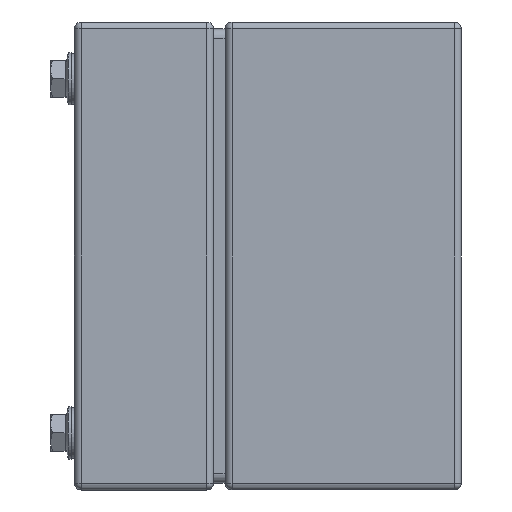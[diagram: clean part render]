
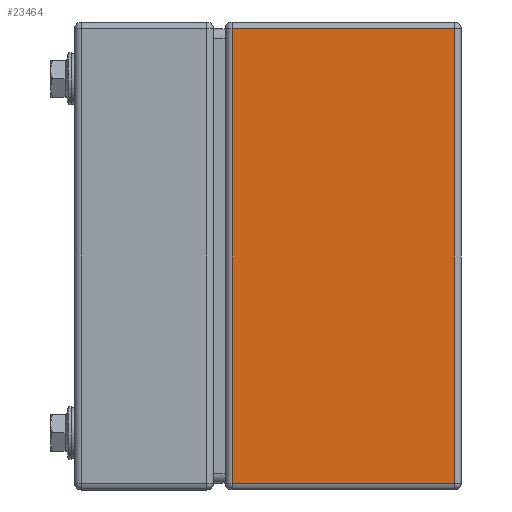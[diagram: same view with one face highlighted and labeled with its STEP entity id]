
A CAD part, left-side view. The second image highlights one B-rep face of the part: STEP entity #23464.
In plain terms, the highlighted planar face has unit normal (-1, 0, 0).
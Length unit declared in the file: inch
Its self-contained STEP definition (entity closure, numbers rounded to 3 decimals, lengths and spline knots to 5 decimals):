
#1883 = DIRECTION ( 'NONE',  ( 0., -1., 0. ) ) ;
#3031 = EDGE_CURVE ( 'NONE', #22304, #8041, #21578, .T. ) ;
#3463 = VECTOR ( 'NONE', #10374, 39.37008 ) ;
#3704 = EDGE_CURVE ( 'NONE', #8041, #8555, #13900, .T. ) ;
#3903 = ORIENTED_EDGE ( 'NONE', *, *, #18476, .T. ) ;
#4506 = LINE ( 'NONE', #15153, #13107 ) ;
#4916 = DIRECTION ( 'NONE',  ( -1., 0., 0. ) ) ;
#5200 = VECTOR ( 'NONE', #17714, 39.37008 ) ;
#5553 = ORIENTED_EDGE ( 'NONE', *, *, #16566, .T. ) ;
#5998 = CARTESIAN_POINT ( 'NONE',  ( -2.62501, -2.45001, 2.242 ) ) ;
#8041 = VERTEX_POINT ( 'NONE', #8479 ) ;
#8479 = CARTESIAN_POINT ( 'NONE',  ( -2.62501, -2.45001, -0.158 ) ) ;
#8555 = VERTEX_POINT ( 'NONE', #5998 ) ;
#9660 = AXIS2_PLACEMENT_3D ( 'NONE', #14696, #4916, #18613 ) ;
#9706 = CARTESIAN_POINT ( 'NONE',  ( -2.62501, -2.52501, -0.158 ) ) ;
#10374 = DIRECTION ( 'NONE',  ( 0., 0., 1. ) ) ;
#12376 = CARTESIAN_POINT ( 'NONE',  ( -2.62501, 2.4498, -0.158 ) ) ;
#13107 = VECTOR ( 'NONE', #20956, 39.37008 ) ;
#13307 = CARTESIAN_POINT ( 'NONE',  ( -2.62501, 2.4498, 2.242 ) ) ;
#13900 = LINE ( 'NONE', #22092, #3463 ) ;
#14696 = CARTESIAN_POINT ( 'NONE',  ( -2.62501, -2.52501, 2.317 ) ) ;
#15153 = CARTESIAN_POINT ( 'NONE',  ( -2.62501, 2.4498, 2.317 ) ) ;
#15688 = EDGE_LOOP ( 'NONE', ( #3903, #17055, #25262, #5553 ) ) ;
#16018 = FACE_OUTER_BOUND ( 'NONE', #15688, .T. ) ;
#16369 = VECTOR ( 'NONE', #1883, 39.37008 ) ;
#16566 = EDGE_CURVE ( 'NONE', #8555, #17275, #20206, .T. ) ;
#16570 = PLANE ( 'NONE',  #9660 ) ;
#17055 = ORIENTED_EDGE ( 'NONE', *, *, #3031, .T. ) ;
#17275 = VERTEX_POINT ( 'NONE', #13307 ) ;
#17714 = DIRECTION ( 'NONE',  ( 0., 1., 0. ) ) ;
#18476 = EDGE_CURVE ( 'NONE', #17275, #22304, #4506, .T. ) ;
#18613 = DIRECTION ( 'NONE',  ( 0., 0., 1. ) ) ;
#20206 = LINE ( 'NONE', #23613, #5200 ) ;
#20956 = DIRECTION ( 'NONE',  ( 0., 0., -1. ) ) ;
#21578 = LINE ( 'NONE', #9706, #16369 ) ;
#22092 = CARTESIAN_POINT ( 'NONE',  ( -2.62501, -2.45001, 2.317 ) ) ;
#22304 = VERTEX_POINT ( 'NONE', #12376 ) ;
#23464 = ADVANCED_FACE ( 'NONE', ( #16018 ), #16570, .T. ) ;
#23613 = CARTESIAN_POINT ( 'NONE',  ( -2.62501, 2.5248, 2.242 ) ) ;
#25262 = ORIENTED_EDGE ( 'NONE', *, *, #3704, .T. ) ;
